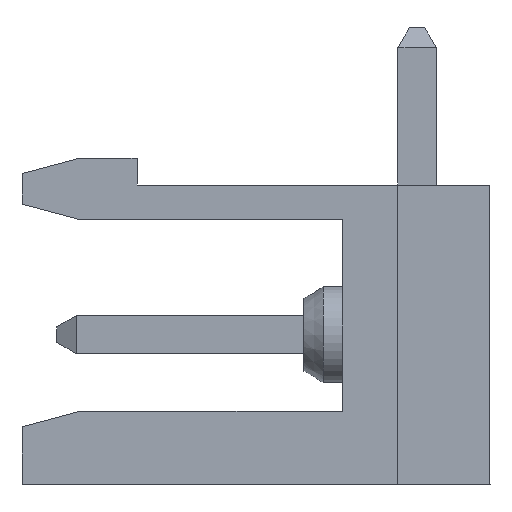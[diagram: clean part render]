
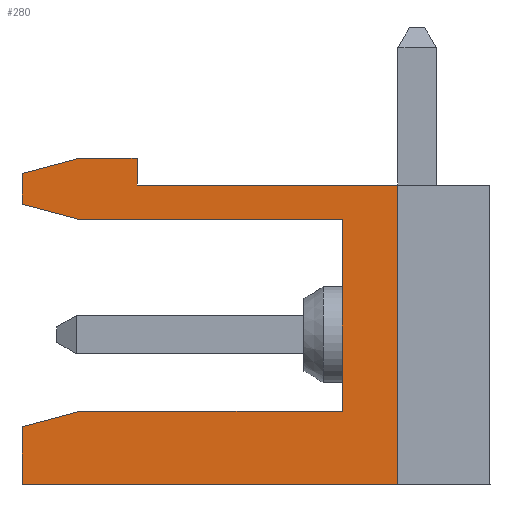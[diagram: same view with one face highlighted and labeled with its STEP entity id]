
A CAD part, left-side view. The second image highlights one B-rep face of the part: STEP entity #280.
In plain terms, the highlighted planar face has unit normal (-1, 0, 0).
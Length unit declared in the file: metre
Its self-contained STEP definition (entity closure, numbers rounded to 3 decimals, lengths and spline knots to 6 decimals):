
#280=ADVANCED_FACE('',(#752),#753,.F.);
#752=FACE_OUTER_BOUND('',#1426,.T.);
#753=PLANE('',#1427);
#1426=EDGE_LOOP('',(#2210,#2211,#2212,#2213,#2214,#2215,#2216,#2217,#2218,#2219,#2220,#2221,#2222));
#1427=AXIS2_PLACEMENT_3D('',#2223,#2224,#2225);
#2210=ORIENTED_EDGE('',*,*,#3999,.F.);
#2211=ORIENTED_EDGE('',*,*,#4092,.F.);
#2212=ORIENTED_EDGE('',*,*,#4093,.F.);
#2213=ORIENTED_EDGE('',*,*,#4094,.F.);
#2214=ORIENTED_EDGE('',*,*,#4095,.F.);
#2215=ORIENTED_EDGE('',*,*,#4096,.F.);
#2216=ORIENTED_EDGE('',*,*,#4019,.F.);
#2217=ORIENTED_EDGE('',*,*,#4097,.T.);
#2218=ORIENTED_EDGE('',*,*,#4098,.T.);
#2219=ORIENTED_EDGE('',*,*,#4099,.F.);
#2220=ORIENTED_EDGE('',*,*,#4100,.T.);
#2221=ORIENTED_EDGE('',*,*,#4101,.F.);
#2222=ORIENTED_EDGE('',*,*,#4102,.F.);
#2223=CARTESIAN_POINT('',(-0.03974,0.0098,0.000699));
#2224=DIRECTION('',(1.0,0.,0.));
#2225=DIRECTION('',(0.,1.0,0.));
#3999=EDGE_CURVE('',#4769,#4740,#4771,.T.);
#4019=EDGE_CURVE('',#4804,#4807,#4808,.T.);
#4092=EDGE_CURVE('',#4936,#4769,#4937,.T.);
#4093=EDGE_CURVE('',#4938,#4936,#4939,.T.);
#4094=EDGE_CURVE('',#4940,#4938,#4941,.T.);
#4095=EDGE_CURVE('',#4942,#4940,#4943,.T.);
#4096=EDGE_CURVE('',#4807,#4942,#4944,.T.);
#4097=EDGE_CURVE('',#4804,#4945,#4946,.T.);
#4098=EDGE_CURVE('',#4945,#4947,#4948,.T.);
#4099=EDGE_CURVE('',#4949,#4947,#4950,.T.);
#4100=EDGE_CURVE('',#4949,#4951,#4952,.T.);
#4101=EDGE_CURVE('',#4953,#4951,#4954,.T.);
#4102=EDGE_CURVE('',#4740,#4953,#4955,.T.);
#4740=VERTEX_POINT('',#5833);
#4769=VERTEX_POINT('',#5876);
#4771=LINE('',#5879,#5880);
#4804=VERTEX_POINT('',#5926);
#4807=VERTEX_POINT('',#5930);
#4808=LINE('',#5931,#5932);
#4936=VERTEX_POINT('',#6119);
#4937=LINE('',#6120,#6121);
#4938=VERTEX_POINT('',#6122);
#4939=LINE('',#6123,#6124);
#4940=VERTEX_POINT('',#6125);
#4941=LINE('',#6126,#6127);
#4942=VERTEX_POINT('',#6128);
#4943=LINE('',#6129,#6130);
#4944=LINE('',#6131,#6132);
#4945=VERTEX_POINT('',#6133);
#4946=LINE('',#6134,#6135);
#4947=VERTEX_POINT('',#6136);
#4948=LINE('',#6137,#6138);
#4949=VERTEX_POINT('',#6139);
#4950=LINE('',#6140,#6141);
#4951=VERTEX_POINT('',#6142);
#4952=LINE('',#6143,#6144);
#4953=VERTEX_POINT('',#6145);
#4954=LINE('',#6146,#6147);
#4955=LINE('',#6148,#6149);
#5833=CARTESIAN_POINT('',(-0.03974,0.0098,-0.007801));
#5876=CARTESIAN_POINT('',(-0.03974,0.,-0.007801));
#5879=CARTESIAN_POINT('',(-0.03974,0.0098,-0.007801));
#5880=VECTOR('',#7462,1.0);
#5926=CARTESIAN_POINT('',(-0.03974,0.0098,-0.000501));
#5930=CARTESIAN_POINT('',(-0.03974,0.0098,0.000299));
#5931=CARTESIAN_POINT('',(-0.03974,0.0098,-0.006303));
#5932=VECTOR('',#7480,1.0);
#6119=CARTESIAN_POINT('',(-0.03974,0.,0.));
#6120=CARTESIAN_POINT('',(-0.03974,0.,-0.007801));
#6121=VECTOR('',#7543,1.0);
#6122=CARTESIAN_POINT('',(-0.03974,0.0068,0.));
#6123=CARTESIAN_POINT('',(-0.03974,0.,0.));
#6124=VECTOR('',#7544,1.0);
#6125=CARTESIAN_POINT('',(-0.03974,0.0068,0.000699));
#6126=CARTESIAN_POINT('',(-0.03974,0.0068,0.000299));
#6127=VECTOR('',#7545,1.0);
#6128=CARTESIAN_POINT('',(-0.03974,0.008307,0.000699));
#6129=CARTESIAN_POINT('',(-0.03974,0.0068,0.000699));
#6130=VECTOR('',#7546,1.0);
#6131=CARTESIAN_POINT('',(-0.03974,0.008307,0.000699));
#6132=VECTOR('',#7547,1.0);
#6133=CARTESIAN_POINT('',(-0.03974,0.008307,-0.000901));
#6134=CARTESIAN_POINT('',(-0.03974,0.001956,-0.002603));
#6135=VECTOR('',#7548,1.0);
#6136=CARTESIAN_POINT('',(-0.03974,0.00145,-0.000901));
#6137=CARTESIAN_POINT('',(-0.03974,0.0015,-0.000901));
#6138=VECTOR('',#7549,1.0);
#6139=CARTESIAN_POINT('',(-0.03974,0.00145,-0.005901));
#6140=CARTESIAN_POINT('',(-0.03974,0.00145,-0.000901));
#6141=VECTOR('',#7550,1.0);
#6142=CARTESIAN_POINT('',(-0.03974,0.0083,-0.005901));
#6143=CARTESIAN_POINT('',(-0.03974,0.0015,-0.005901));
#6144=VECTOR('',#7551,1.0);
#6145=CARTESIAN_POINT('',(-0.03974,0.0098,-0.006303));
#6146=CARTESIAN_POINT('',(-0.03974,0.0083,-0.005901));
#6147=VECTOR('',#7552,1.0);
#6148=CARTESIAN_POINT('',(-0.03974,0.0098,-0.006303));
#6149=VECTOR('',#7553,1.0);
#7462=DIRECTION('',(0.,1.0,0.));
#7480=DIRECTION('',(0.,0.,1.0));
#7543=DIRECTION('',(0.,0.,-1.0));
#7544=DIRECTION('',(0.,-1.0,0.));
#7545=DIRECTION('',(0.,0.,-1.0));
#7546=DIRECTION('',(0.,-1.0,0.));
#7547=DIRECTION('',(0.,-0.966,0.259));
#7548=DIRECTION('',(0.,-0.966,-0.259));
#7549=DIRECTION('',(0.,-1.0,0.));
#7550=DIRECTION('',(0.,0.,1.0));
#7551=DIRECTION('',(0.,1.0,0.));
#7552=DIRECTION('',(0.,-0.966,0.259));
#7553=DIRECTION('',(0.,0.,1.0));
